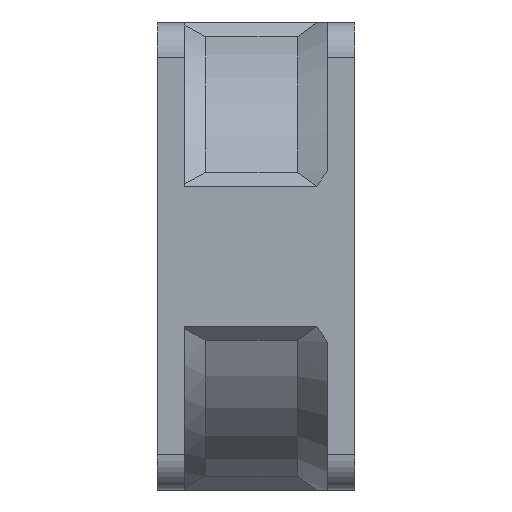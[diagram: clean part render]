
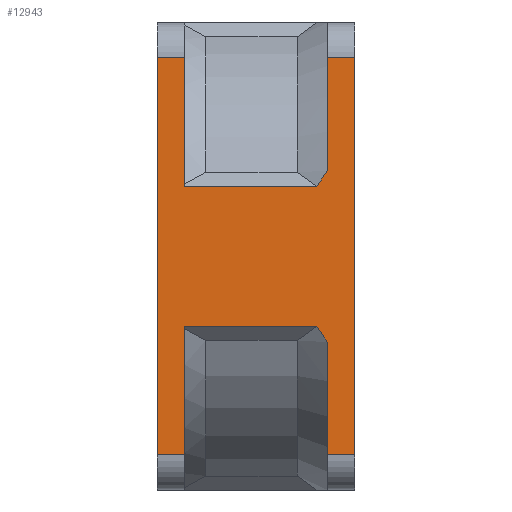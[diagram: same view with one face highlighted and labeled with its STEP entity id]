
A CAD part, left-side view. The second image highlights one B-rep face of the part: STEP entity #12943.
In plain terms, the highlighted planar face has unit normal (-1, 0, 0).
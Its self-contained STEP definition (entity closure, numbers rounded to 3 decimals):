
#2571=CARTESIAN_POINT('',(-30.,4.914,9.));
#3774=DIRECTION('',(0.,1.,0.));
#3775=VECTOR('',#3774,16.986);
#3776=CARTESIAN_POINT('',(-30.,4.914,9.));
#3777=LINE('',#3776,#3775);
#3778=DIRECTION('',(0.,0.,-1.));
#3779=VECTOR('',#3778,51.);
#3780=CARTESIAN_POINT('',(-30.,0.,25.5));
#3781=LINE('',#3780,#3779);
#3782=DIRECTION('',(0.,0.,1.));
#3783=VECTOR('',#3782,14.485);
#3784=CARTESIAN_POINT('',(-30.,3.5,-25.5));
#3785=LINE('',#3784,#3783);
#3786=CARTESIAN_POINT('',(-30.,4.914,-9.));
#3787=CARTESIAN_POINT('',(-30.,4.774,-9.219));
#3788=CARTESIAN_POINT('',(-30.,4.484,-9.66));
#3789=CARTESIAN_POINT('',(-30.,4.013,-10.331));
#3790=CARTESIAN_POINT('',(-30.,3.675,-10.786));
#3791=CARTESIAN_POINT('',(-30.,3.5,-11.015));
#3793=DIRECTION('',(0.,1.,0.));
#3794=VECTOR('',#3793,16.986);
#3795=CARTESIAN_POINT('',(-30.,4.914,-9.));
#3796=LINE('',#3795,#3794);
#3797=DIRECTION('',(0.,0.,-1.));
#3798=VECTOR('',#3797,16.5);
#3799=CARTESIAN_POINT('',(-30.,21.9,-9.));
#3800=LINE('',#3799,#3798);
#3801=DIRECTION('',(0.,0.,1.));
#3802=VECTOR('',#3801,51.);
#3803=CARTESIAN_POINT('',(-30.,25.4,-25.5));
#3804=LINE('',#3803,#3802);
#3805=DIRECTION('',(0.,0.,-1.));
#3806=VECTOR('',#3805,16.5);
#3807=CARTESIAN_POINT('',(-30.,21.9,25.5));
#3808=LINE('',#3807,#3806);
#3809=CARTESIAN_POINT('',(-30.,3.5,11.015));
#3810=CARTESIAN_POINT('',(-30.,3.675,10.786));
#3811=CARTESIAN_POINT('',(-30.,4.013,10.331));
#3812=CARTESIAN_POINT('',(-30.,4.484,9.659));
#3813=CARTESIAN_POINT('',(-30.,4.774,9.219));
#3814=CARTESIAN_POINT('',(-30.,4.914,9.));
#3816=DIRECTION('',(0.,0.,1.));
#3817=VECTOR('',#3816,14.485);
#3818=CARTESIAN_POINT('',(-30.,3.5,11.015));
#3819=LINE('',#3818,#3817);
#3834=DIRECTION('',(0.,1.,0.));
#3835=VECTOR('',#3834,3.5);
#3836=CARTESIAN_POINT('',(-30.,21.9,-25.5));
#3837=LINE('',#3836,#3835);
#3838=DIRECTION('',(0.,1.,0.));
#3839=VECTOR('',#3838,3.5);
#3840=CARTESIAN_POINT('',(-30.,0.,-25.5));
#3841=LINE('',#3840,#3839);
#3965=CARTESIAN_POINT('',(-30.,4.914,-9.));
#4049=DIRECTION('',(0.,1.,0.));
#4050=VECTOR('',#4049,3.5);
#4051=CARTESIAN_POINT('',(-30.,21.9,25.5));
#4052=LINE('',#4051,#4050);
#4071=DIRECTION('',(0.,1.,0.));
#4072=VECTOR('',#4071,3.5);
#4073=CARTESIAN_POINT('',(-30.,0.,25.5));
#4074=LINE('',#4073,#4072);
#6959=CARTESIAN_POINT('',(-30.,0.,25.5));
#6961=VERTEX_POINT('',#6959);
#6962=CARTESIAN_POINT('',(-30.,25.4,25.5));
#6964=VERTEX_POINT('',#6962);
#6966=CARTESIAN_POINT('',(-30.,0.,-25.5));
#6968=VERTEX_POINT('',#6966);
#6971=CARTESIAN_POINT('',(-30.,25.4,-25.5));
#6973=VERTEX_POINT('',#6971);
#7013=VERTEX_POINT('',#2571);
#7017=VERTEX_POINT('',#3965);
#7979=CARTESIAN_POINT('',(-30.,3.5,25.5));
#7980=VERTEX_POINT('',#7979);
#7981=CARTESIAN_POINT('',(-30.,3.5,-25.5));
#7982=VERTEX_POINT('',#7981);
#8002=CARTESIAN_POINT('',(-30.,3.5,11.015));
#8004=VERTEX_POINT('',#8002);
#8010=CARTESIAN_POINT('',(-30.,3.5,-11.015));
#8012=VERTEX_POINT('',#8010);
#8043=CARTESIAN_POINT('',(-30.,21.9,25.5));
#8045=VERTEX_POINT('',#8043);
#8048=CARTESIAN_POINT('',(-30.,21.9,-25.5));
#8050=VERTEX_POINT('',#8048);
#8091=CARTESIAN_POINT('',(-30.,21.9,-9.));
#8092=VERTEX_POINT('',#8091);
#8093=CARTESIAN_POINT('',(-30.,21.9,9.));
#8094=VERTEX_POINT('',#8093);
#12916=CARTESIAN_POINT('',(-30.,25.4,30.));
#12917=DIRECTION('',(1.,0.,0.));
#12918=DIRECTION('',(0.,0.,-1.));
#12919=AXIS2_PLACEMENT_3D('',#12916,#12917,#12918);
#12920=PLANE('',#12919);
#12921=ORIENTED_EDGE('',*,*,#8655,.T.);
#12923=ORIENTED_EDGE('',*,*,#12922,.T.);
#12924=ORIENTED_EDGE('',*,*,#12117,.T.);
#12926=ORIENTED_EDGE('',*,*,#12925,.F.);
#12928=ORIENTED_EDGE('',*,*,#12927,.T.);
#12929=ORIENTED_EDGE('',*,*,#8958,.T.);
#12931=ORIENTED_EDGE('',*,*,#12930,.T.);
#12932=ORIENTED_EDGE('',*,*,#9070,.T.);
#12934=ORIENTED_EDGE('',*,*,#12933,.F.);
#12935=ORIENTED_EDGE('',*,*,#8887,.T.);
#12936=ORIENTED_EDGE('',*,*,#12907,.F.);
#12937=ORIENTED_EDGE('',*,*,#12051,.F.);
#12938=ORIENTED_EDGE('',*,*,#12100,.T.);
#12940=ORIENTED_EDGE('',*,*,#12939,.F.);
#12941=EDGE_LOOP('',(#12921,#12923,#12924,#12926,#12928,#12929,#12931,#12932,
#12934,#12935,#12936,#12937,#12938,#12940));
#12942=FACE_OUTER_BOUND('',#12941,.F.);
#12943=ADVANCED_FACE('',(#12942),#12920,.F.);
#3792=B_SPLINE_CURVE_WITH_KNOTS('',3,(#3786,#3787,#3788,#3789,#3790,#3791),
.UNSPECIFIED.,.F.,.F.,(4,1,1,4),(0.,0.333,0.667,1.),
.UNSPECIFIED.);
#3815=B_SPLINE_CURVE_WITH_KNOTS('',3,(#3809,#3810,#3811,#3812,#3813,#3814),
.UNSPECIFIED.,.F.,.F.,(4,1,1,4),(0.,0.333,0.667,1.),
.UNSPECIFIED.);
#8655=EDGE_CURVE('',#6961,#6968,#3781,.T.);
#8887=EDGE_CURVE('',#8045,#8094,#3808,.T.);
#8958=EDGE_CURVE('',#8092,#8050,#3800,.T.);
#9070=EDGE_CURVE('',#6973,#6964,#3804,.T.);
#12051=EDGE_CURVE('',#8004,#7013,#3815,.T.);
#12100=EDGE_CURVE('',#8004,#7980,#3819,.T.);
#12117=EDGE_CURVE('',#7982,#8012,#3785,.T.);
#12907=EDGE_CURVE('',#7013,#8094,#3777,.T.);
#12922=EDGE_CURVE('',#6968,#7982,#3841,.T.);
#12925=EDGE_CURVE('',#7017,#8012,#3792,.T.);
#12927=EDGE_CURVE('',#7017,#8092,#3796,.T.);
#12930=EDGE_CURVE('',#8050,#6973,#3837,.T.);
#12933=EDGE_CURVE('',#8045,#6964,#4052,.T.);
#12939=EDGE_CURVE('',#6961,#7980,#4074,.T.);
